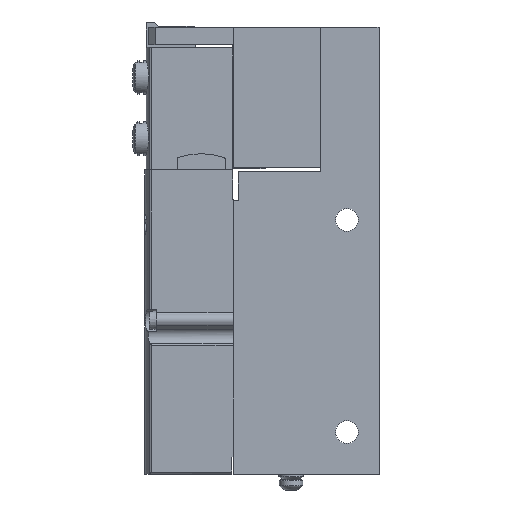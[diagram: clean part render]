
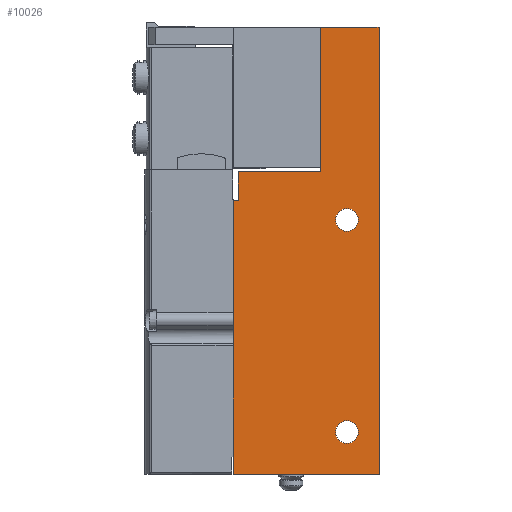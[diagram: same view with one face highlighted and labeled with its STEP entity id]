
A CAD part, left-side view. The second image highlights one B-rep face of the part: STEP entity #10026.
In plain terms, the highlighted planar face has unit normal (-1, 0, 0).
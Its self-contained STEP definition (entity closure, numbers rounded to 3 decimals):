
#405=LINE('',#14978,#1318);
#408=LINE('',#14984,#1321);
#411=LINE('',#14994,#1324);
#416=LINE('',#15006,#1329);
#418=LINE('',#15016,#1331);
#423=LINE('',#15026,#1336);
#427=LINE('',#15034,#1340);
#430=LINE('',#15042,#1343);
#1318=VECTOR('',#11874,1000.);
#1321=VECTOR('',#11879,1000.);
#1324=VECTOR('',#11888,1000.);
#1329=VECTOR('',#11897,1000.);
#1331=VECTOR('',#11907,1000.);
#1336=VECTOR('',#11914,1000.);
#1340=VECTOR('',#11920,1000.);
#1343=VECTOR('',#11927,1000.);
#2277=ORIENTED_EDGE('',*,*,#5095,.T.);
#2278=ORIENTED_EDGE('',*,*,#5096,.T.);
#2279=ORIENTED_EDGE('',*,*,#5060,.F.);
#2280=ORIENTED_EDGE('',*,*,#5092,.F.);
#2281=ORIENTED_EDGE('',*,*,#5088,.F.);
#2282=ORIENTED_EDGE('',*,*,#5084,.F.);
#2283=ORIENTED_EDGE('',*,*,#5079,.F.);
#2284=ORIENTED_EDGE('',*,*,#5074,.F.);
#2285=ORIENTED_EDGE('',*,*,#5068,.F.);
#2286=ORIENTED_EDGE('',*,*,#5063,.F.);
#5060=EDGE_CURVE('',#6473,#6474,#405,.T.);
#5063=EDGE_CURVE('',#6474,#6476,#408,.T.);
#5068=EDGE_CURVE('',#6476,#6480,#411,.T.);
#5074=EDGE_CURVE('',#6480,#6485,#416,.T.);
#5079=EDGE_CURVE('',#6485,#6489,#418,.T.);
#5084=EDGE_CURVE('',#6489,#6493,#423,.T.);
#5088=EDGE_CURVE('',#6493,#6496,#427,.T.);
#5092=EDGE_CURVE('',#6496,#6473,#430,.T.);
#5095=EDGE_CURVE('',#6500,#6500,#7471,.T.);
#5096=EDGE_CURVE('',#6501,#6501,#7472,.T.);
#6473=VERTEX_POINT('',#14977);
#6474=VERTEX_POINT('',#14979);
#6476=VERTEX_POINT('',#14985);
#6480=VERTEX_POINT('',#14995);
#6485=VERTEX_POINT('',#15007);
#6489=VERTEX_POINT('',#15017);
#6493=VERTEX_POINT('',#15027);
#6496=VERTEX_POINT('',#15035);
#6500=VERTEX_POINT('',#15048);
#6501=VERTEX_POINT('',#15050);
#7471=CIRCLE('',#10787,2.75);
#7472=CIRCLE('',#10788,2.75);
#7911=EDGE_LOOP('',(#2277));
#7912=EDGE_LOOP('',(#2278));
#7913=EDGE_LOOP('',(#2279,#2280,#2281,#2282,#2283,#2284,#2285,#2286));
#8770=FACE_BOUND('',#7911,.T.);
#8771=FACE_BOUND('',#7912,.T.);
#8772=FACE_BOUND('',#7913,.T.);
#9630=PLANE('',#10786);
#10026=ADVANCED_FACE('',(#8770,#8771,#8772),#9630,.F.);
#10786=AXIS2_PLACEMENT_3D('',#15046,#11930,#11931);
#10787=AXIS2_PLACEMENT_3D('',#15047,#11932,#11933);
#10788=AXIS2_PLACEMENT_3D('',#15049,#11934,#11935);
#11874=DIRECTION('',(0.,0.,1.));
#11879=DIRECTION('',(0.,-1.,0.));
#11888=DIRECTION('',(0.,0.,-1.));
#11897=DIRECTION('',(0.,1.,0.));
#11907=DIRECTION('',(0.,0.,1.));
#11914=DIRECTION('',(0.,-1.,0.));
#11920=DIRECTION('',(0.,0.,1.));
#11927=DIRECTION('',(0.,-1.,0.));
#11930=DIRECTION('',(1.,0.,0.));
#11931=DIRECTION('',(0.,0.,-1.));
#11932=DIRECTION('',(1.,0.,0.));
#11933=DIRECTION('',(0.,0.,-1.));
#11934=DIRECTION('',(1.,0.,0.));
#11935=DIRECTION('',(0.,0.,-1.));
#14977=CARTESIAN_POINT('',(-24.4,14.05,36.7));
#14978=CARTESIAN_POINT('',(-24.4,14.05,36.7));
#14979=CARTESIAN_POINT('',(-24.4,14.05,71.4));
#14984=CARTESIAN_POINT('',(-24.4,14.05,71.4));
#14985=CARTESIAN_POINT('',(-24.4,0.,71.4));
#14994=CARTESIAN_POINT('',(-24.4,0.,71.4));
#14995=CARTESIAN_POINT('',(-24.4,0.,-35.9));
#15006=CARTESIAN_POINT('',(-24.4,0.,-35.9));
#15007=CARTESIAN_POINT('',(-24.4,35.,-35.9));
#15016=CARTESIAN_POINT('',(-24.4,35.,-35.9));
#15017=CARTESIAN_POINT('',(-24.4,35.,29.75));
#15026=CARTESIAN_POINT('',(-24.4,35.,29.75));
#15027=CARTESIAN_POINT('',(-24.4,33.75,29.75));
#15034=CARTESIAN_POINT('',(-24.4,33.75,29.75));
#15035=CARTESIAN_POINT('',(-24.4,33.75,36.7));
#15042=CARTESIAN_POINT('',(-24.4,33.75,36.7));
#15046=CARTESIAN_POINT('',(-24.4,0.,0.));
#15047=CARTESIAN_POINT('',(-24.4,7.7,25.1));
#15048=CARTESIAN_POINT('',(-24.4,7.7,22.35));
#15049=CARTESIAN_POINT('',(-24.4,7.7,-25.8));
#15050=CARTESIAN_POINT('',(-24.4,7.7,-28.55));
